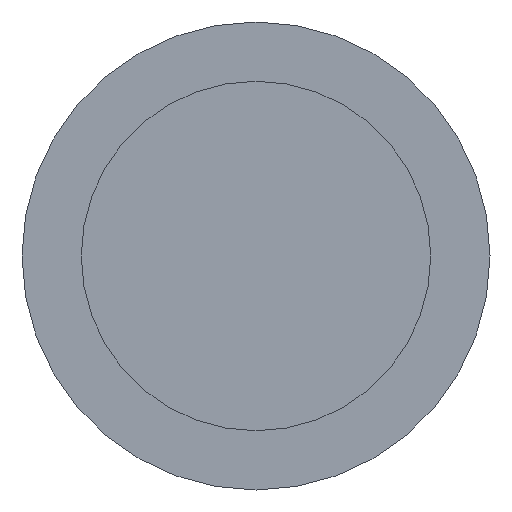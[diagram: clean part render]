
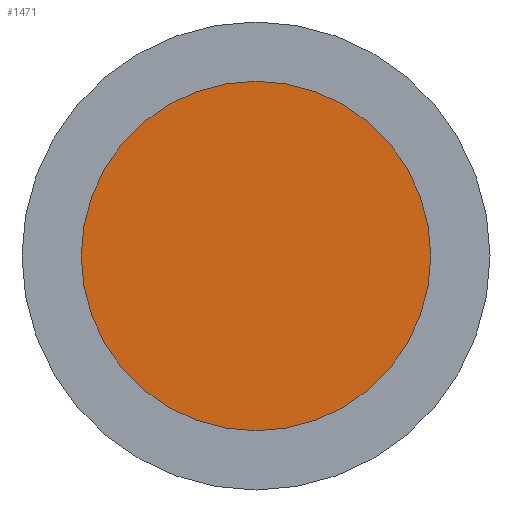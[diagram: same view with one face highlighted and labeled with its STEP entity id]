
A CAD part, front view. The second image highlights one B-rep face of the part: STEP entity #1471.
In plain terms, the highlighted planar face has unit normal (0, -1, 0).
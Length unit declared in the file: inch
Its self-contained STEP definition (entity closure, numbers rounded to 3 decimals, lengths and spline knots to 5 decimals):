
#260 = EDGE_CURVE ( 'NONE', #429, #1159, #607, .T. ) ;
#307 = DIRECTION ( 'NONE',  ( 0., 0., 1. ) ) ;
#308 = DIRECTION ( 'NONE',  ( 0., 0., 1. ) ) ;
#429 = VERTEX_POINT ( 'NONE', #1819 ) ;
#587 = PLANE ( 'NONE',  #826 ) ;
#606 = DIRECTION ( 'NONE',  ( 0., -1., 0. ) ) ;
#607 = CIRCLE ( 'NONE', #1011, 0.056 ) ;
#610 = ORIENTED_EDGE ( 'NONE', *, *, #260, .T. ) ;
#738 = CARTESIAN_POINT ( 'NONE',  ( 0., -0.313, 0. ) ) ;
#784 = CARTESIAN_POINT ( 'NONE',  ( -0.05667, -0.313, -0.05667 ) ) ;
#826 = AXIS2_PLACEMENT_3D ( 'NONE', #784, #1085, #307 ) ;
#905 = EDGE_LOOP ( 'NONE', ( #906, #610 ) ) ;
#906 = ORIENTED_EDGE ( 'NONE', *, *, #1785, .T. ) ;
#1011 = AXIS2_PLACEMENT_3D ( 'NONE', #1047, #606, #308 ) ;
#1047 = CARTESIAN_POINT ( 'NONE',  ( 0., -0.313, 0. ) ) ;
#1085 = DIRECTION ( 'NONE',  ( 0., 1., 0. ) ) ;
#1159 = VERTEX_POINT ( 'NONE', #1462 ) ;
#1271 = AXIS2_PLACEMENT_3D ( 'NONE', #738, #1935, #1795 ) ;
#1316 = FACE_OUTER_BOUND ( 'NONE', #905, .T. ) ;
#1462 = CARTESIAN_POINT ( 'NONE',  ( 0., -0.313, 0.056 ) ) ;
#1471 = ADVANCED_FACE ( 'NONE', ( #1316 ), #587, .F. ) ;
#1785 = EDGE_CURVE ( 'NONE', #1159, #429, #1865, .T. ) ;
#1795 = DIRECTION ( 'NONE',  ( 0., 0., 1. ) ) ;
#1819 = CARTESIAN_POINT ( 'NONE',  ( 0., -0.313, -0.056 ) ) ;
#1865 = CIRCLE ( 'NONE', #1271, 0.056 ) ;
#1935 = DIRECTION ( 'NONE',  ( 0., -1., 0. ) ) ;
